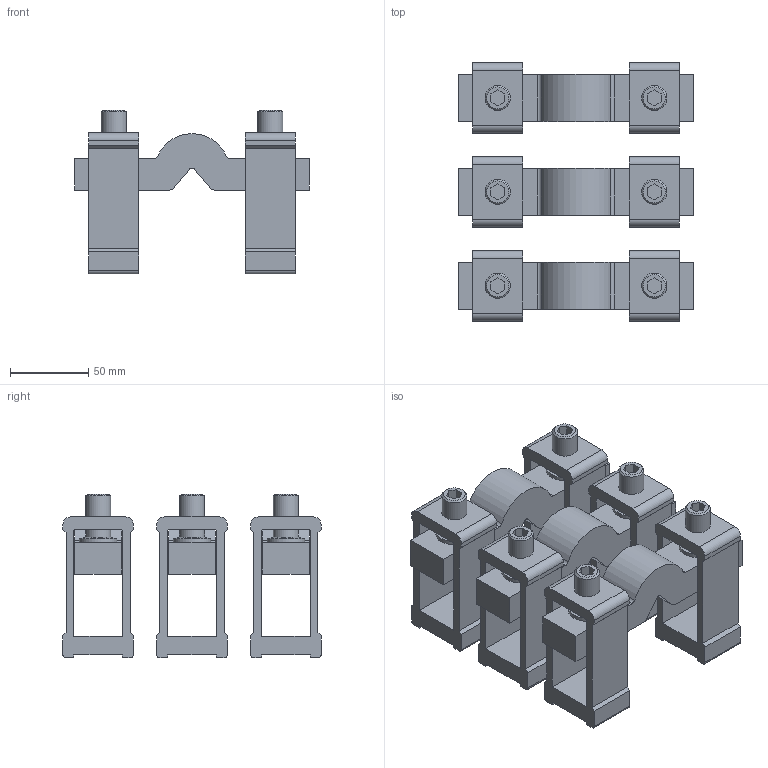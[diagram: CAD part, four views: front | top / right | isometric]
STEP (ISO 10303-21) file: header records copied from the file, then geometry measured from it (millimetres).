
FILE_DESCRIPTION(/* description */ ('STEP AP214'),/* implementation_level */ '2;1');
FILE_NAME(/* name */ '30322',/* time_stamp */ '2023-10-04T11:45:09+02:00',/* author */ ('License CC BY-ND 4.0'),/* organization */ ('CADENAS'),/* preprocessor_version */ 'ST-DEVELOPER v19.3',/* originating_system */ 'PARTsolutions',/* authorisation */ ' ');
FILE_SCHEMA (('AUTOMOTIVE_DESIGN {1 0 10303 214 3 1 1}'));
Length unit declared in the file: millimetre
Products named in the file (3): 30322; 30322_1; 30322_2
Assembly tree (9 placements, depth 2):
  30322
    30322_1  x6
    30322_2  x3
Bounding box: 150 x 165 x 104.5 mm (x, y, z)
Volume: 636382.6 mm3; surface area: 173821.6 mm2
Topology: 9 solids, 9 shells, 300 faces, 774 edges, 510 vertices
Faces by surface type: plane 216, cylinder 72, cone 12
Full cylindrical faces by diameter (mm): 16 x12, 24 x6
Entity records: 1978 total; most frequent: DIRECTION 312, CARTESIAN_POINT 312, ORIENTED_EDGE 290, EDGE_CURVE 145, LINE 114, VECTOR 114, VERTEX_POINT 99, AXIS2_PLACEMENT_3D 99
